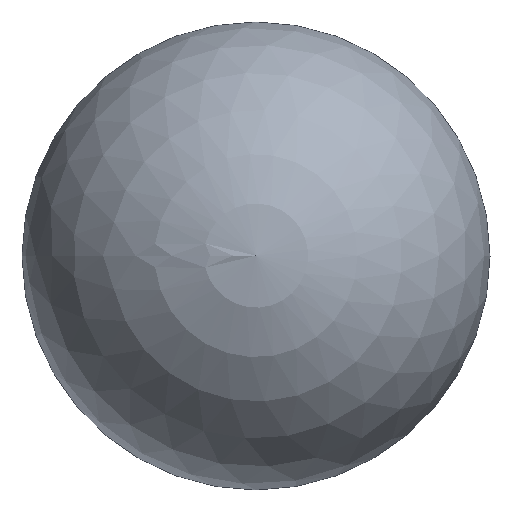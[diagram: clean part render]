
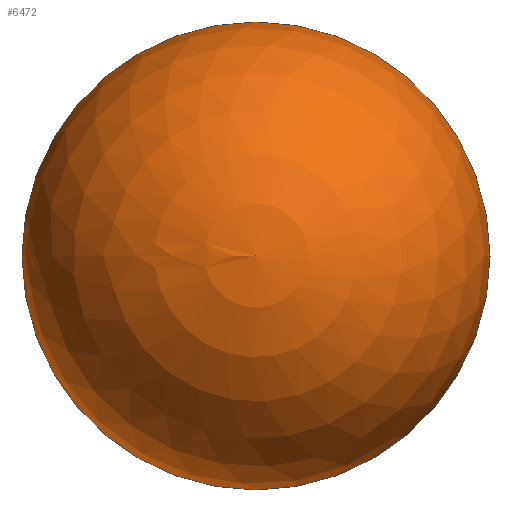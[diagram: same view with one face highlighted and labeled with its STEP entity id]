
A CAD part, top view. The second image highlights one B-rep face of the part: STEP entity #6472.
In plain terms, the highlighted spherical face has radius 25 mm.
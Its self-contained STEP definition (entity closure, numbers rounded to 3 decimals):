
#549 = CARTESIAN_POINT ( 'NONE',  ( 0., 0., 0. ) ) ;
#825 = CARTESIAN_POINT ( 'NONE',  ( 0., 0., 0. ) ) ;
#1760 = AXIS2_PLACEMENT_3D ( 'NONE', #6378, #1975, #8518 ) ;
#1938 = AXIS2_PLACEMENT_3D ( 'NONE', #549, #4920, #1962 ) ;
#1962 = DIRECTION ( 'NONE',  ( -1., 0., 0. ) ) ;
#1975 = DIRECTION ( 'NONE',  ( 0., 0., -1. ) ) ;
#2231 = CIRCLE ( 'NONE', #9102, 25. ) ;
#2341 = DIRECTION ( 'NONE',  ( 0., 0., 1. ) ) ;
#2370 = CARTESIAN_POINT ( 'NONE',  ( 0., 25., 0. ) ) ;
#2509 = VERTEX_POINT ( 'NONE', #6897 ) ;
#3577 = ORIENTED_EDGE ( 'NONE', *, *, #9509, .F. ) ;
#4399 = CIRCLE ( 'NONE', #1760, 25. ) ;
#4428 = SPHERICAL_SURFACE ( 'NONE', #1938, 25. ) ;
#4630 = DIRECTION ( 'NONE',  ( 1., 0., 0. ) ) ;
#4920 = DIRECTION ( 'NONE',  ( 0., 0., 1. ) ) ;
#5199 = EDGE_LOOP ( 'NONE', ( #3577, #6325 ) ) ;
#5393 = EDGE_CURVE ( 'NONE', #2509, #8258, #2231, .T. ) ;
#6325 = ORIENTED_EDGE ( 'NONE', *, *, #5393, .T. ) ;
#6378 = CARTESIAN_POINT ( 'NONE',  ( 0., 0., 0. ) ) ;
#6472 = ADVANCED_FACE ( 'NONE', ( #9037 ), #4428, .T. ) ;
#6897 = CARTESIAN_POINT ( 'NONE',  ( 0., -25., 0. ) ) ;
#8258 = VERTEX_POINT ( 'NONE', #2370 ) ;
#8518 = DIRECTION ( 'NONE',  ( -1., 0., 0. ) ) ;
#9037 = FACE_OUTER_BOUND ( 'NONE', #5199, .T. ) ;
#9102 = AXIS2_PLACEMENT_3D ( 'NONE', #825, #2341, #4630 ) ;
#9509 = EDGE_CURVE ( 'NONE', #2509, #8258, #4399, .T. ) ;
